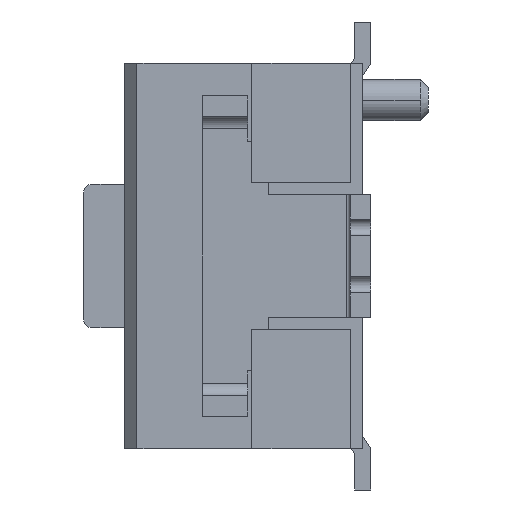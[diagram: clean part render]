
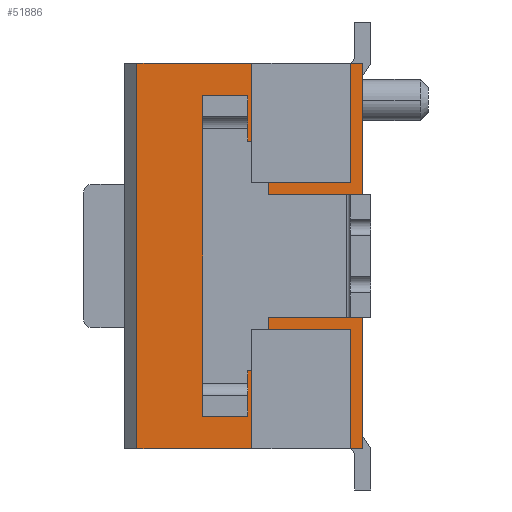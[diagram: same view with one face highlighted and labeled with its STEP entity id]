
A CAD part, left-side view. The second image highlights one B-rep face of the part: STEP entity #51886.
In plain terms, the highlighted planar face has unit normal (-1, 0, 0).
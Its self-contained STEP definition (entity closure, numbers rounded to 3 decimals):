
#1182 = VERTEX_POINT ( 'NONE', #14016 ) ;
#1583 = LINE ( 'NONE', #11303, #44104 ) ;
#1908 = LINE ( 'NONE', #45642, #27359 ) ;
#2123 = ORIENTED_EDGE ( 'NONE', *, *, #34382, .F. ) ;
#2315 = EDGE_CURVE ( 'NONE', #48214, #37252, #18285, .T. ) ;
#3736 = VECTOR ( 'NONE', #9235, 1000. ) ;
#4484 = CARTESIAN_POINT ( 'NONE',  ( -6.6, 1.45, -2.35 ) ) ;
#4739 = EDGE_CURVE ( 'NONE', #54007, #36940, #26949, .T. ) ;
#4839 = ORIENTED_EDGE ( 'NONE', *, *, #24245, .T. ) ;
#5840 = ORIENTED_EDGE ( 'NONE', *, *, #4739, .F. ) ;
#8030 = VECTOR ( 'NONE', #15911, 1000. ) ;
#8573 = VERTEX_POINT ( 'NONE', #10782 ) ;
#8767 = CARTESIAN_POINT ( 'NONE',  ( -6.6, 1.45, 1.5 ) ) ;
#9235 = DIRECTION ( 'NONE',  ( 0., 0., 1. ) ) ;
#10782 = CARTESIAN_POINT ( 'NONE',  ( -6.6, 1.45, -1.5 ) ) ;
#10938 = CARTESIAN_POINT ( 'NONE',  ( -6.6, -0.475, -0.425 ) ) ;
#11303 = CARTESIAN_POINT ( 'NONE',  ( -6.6, 1.45, -2.35 ) ) ;
#11798 = ORIENTED_EDGE ( 'NONE', *, *, #47449, .T. ) ;
#11945 = EDGE_LOOP ( 'NONE', ( #50906, #19132, #21205, #11798, #4839, #5840, #32742, #18241, #20315, #19137, #2123, #45525, #16345, #25424 ) ) ;
#12420 = EDGE_CURVE ( 'NONE', #38684, #17271, #55764, .T. ) ;
#12543 = CARTESIAN_POINT ( 'NONE',  ( -6.6, 0.1, -2.35 ) ) ;
#12961 = LINE ( 'NONE', #34950, #35215 ) ;
#12983 = VERTEX_POINT ( 'NONE', #34167 ) ;
#13032 = CARTESIAN_POINT ( 'NONE',  ( -6.6, 0.25, 2.35 ) ) ;
#14016 = CARTESIAN_POINT ( 'NONE',  ( -6.6, 0.25, 1.4 ) ) ;
#14108 = CARTESIAN_POINT ( 'NONE',  ( -6.6, 2.85, 2.35 ) ) ;
#15351 = DIRECTION ( 'NONE',  ( 0., 1., 0. ) ) ;
#15359 = VECTOR ( 'NONE', #31385, 1000. ) ;
#15911 = DIRECTION ( 'NONE',  ( 0., 1., 0. ) ) ;
#16175 = DIRECTION ( 'NONE',  ( 0., 0., 1. ) ) ;
#16345 = ORIENTED_EDGE ( 'NONE', *, *, #12420, .T. ) ;
#17024 = LINE ( 'NONE', #47037, #22875 ) ;
#17271 = VERTEX_POINT ( 'NONE', #8767 ) ;
#17300 = CARTESIAN_POINT ( 'NONE',  ( -6.6, 0.1, -2.35 ) ) ;
#17660 = CARTESIAN_POINT ( 'NONE',  ( -6.6, 0.25, -1.4 ) ) ;
#18241 = ORIENTED_EDGE ( 'NONE', *, *, #38259, .F. ) ;
#18285 = LINE ( 'NONE', #27147, #32587 ) ;
#18637 = CARTESIAN_POINT ( 'NONE',  ( -6.6, 0.25, -2.35 ) ) ;
#18644 = CARTESIAN_POINT ( 'NONE',  ( -6.6, 0.5, -2.35 ) ) ;
#19008 = DIRECTION ( 'NONE',  ( 0., 0., 1. ) ) ;
#19132 = ORIENTED_EDGE ( 'NONE', *, *, #2315, .T. ) ;
#19137 = ORIENTED_EDGE ( 'NONE', *, *, #43449, .T. ) ;
#20095 = CARTESIAN_POINT ( 'NONE',  ( -6.6, 1.35, 1.4 ) ) ;
#20315 = ORIENTED_EDGE ( 'NONE', *, *, #29870, .T. ) ;
#21072 = VERTEX_POINT ( 'NONE', #4484 ) ;
#21205 = ORIENTED_EDGE ( 'NONE', *, *, #43212, .F. ) ;
#21728 = LINE ( 'NONE', #39165, #53013 ) ;
#22875 = VECTOR ( 'NONE', #56439, 1000. ) ;
#24245 = EDGE_CURVE ( 'NONE', #8573, #36940, #12961, .T. ) ;
#24366 = DIRECTION ( 'NONE',  ( 0., 0., 1. ) ) ;
#24648 = PLANE ( 'NONE',  #44473 ) ;
#25424 = ORIENTED_EDGE ( 'NONE', *, *, #46806, .T. ) ;
#25452 = DIRECTION ( 'NONE',  ( 0., 1., 0. ) ) ;
#26789 = CARTESIAN_POINT ( 'NONE',  ( -6.6, 1.35, -1.4 ) ) ;
#26949 = LINE ( 'NONE', #32298, #41953 ) ;
#27147 = CARTESIAN_POINT ( 'NONE',  ( -6.6, 2.85, -2.35 ) ) ;
#27359 = VECTOR ( 'NONE', #15351, 1000. ) ;
#27621 = EDGE_CURVE ( 'NONE', #27743, #54007, #34386, .T. ) ;
#27743 = VERTEX_POINT ( 'NONE', #18637 ) ;
#27929 = CARTESIAN_POINT ( 'NONE',  ( -6.6, 0.25, -2.35 ) ) ;
#28375 = DIRECTION ( 'NONE',  ( -1., 0., 0. ) ) ;
#29287 = VERTEX_POINT ( 'NONE', #46256 ) ;
#29870 = EDGE_CURVE ( 'NONE', #53995, #12983, #56167, .T. ) ;
#30375 = DIRECTION ( 'NONE',  ( 0., -0.707, 0.707 ) ) ;
#31385 = DIRECTION ( 'NONE',  ( 0., 0., 1. ) ) ;
#32298 = CARTESIAN_POINT ( 'NONE',  ( -6.6, 0., -1.4 ) ) ;
#32587 = VECTOR ( 'NONE', #49997, 1000. ) ;
#32742 = ORIENTED_EDGE ( 'NONE', *, *, #27621, .F. ) ;
#33208 = DIRECTION ( 'NONE',  ( 0., 0.707, 0.707 ) ) ;
#33267 = VECTOR ( 'NONE', #50491, 1000. ) ;
#34167 = CARTESIAN_POINT ( 'NONE',  ( -6.6, 0.1, 2.35 ) ) ;
#34382 = EDGE_CURVE ( 'NONE', #1182, #38361, #45097, .T. ) ;
#34386 = LINE ( 'NONE', #42937, #3736 ) ;
#34950 = CARTESIAN_POINT ( 'NONE',  ( -6.6, 1.875, -1.925 ) ) ;
#35215 = VECTOR ( 'NONE', #30375, 1000. ) ;
#36548 = LINE ( 'NONE', #49425, #8030 ) ;
#36940 = VERTEX_POINT ( 'NONE', #26789 ) ;
#37193 = EDGE_CURVE ( 'NONE', #1182, #38684, #17024, .T. ) ;
#37232 = CARTESIAN_POINT ( 'NONE',  ( -6.6, 0.1, -2.35 ) ) ;
#37252 = VERTEX_POINT ( 'NONE', #48995 ) ;
#38035 = VECTOR ( 'NONE', #40633, 1000. ) ;
#38259 = EDGE_CURVE ( 'NONE', #53995, #27743, #36548, .T. ) ;
#38361 = VERTEX_POINT ( 'NONE', #13032 ) ;
#38684 = VERTEX_POINT ( 'NONE', #20095 ) ;
#39165 = CARTESIAN_POINT ( 'NONE',  ( -6.6, 0., 2.35 ) ) ;
#40633 = DIRECTION ( 'NONE',  ( 0., 1., 0. ) ) ;
#41523 = FACE_OUTER_BOUND ( 'NONE', #11945, .T. ) ;
#41953 = VECTOR ( 'NONE', #46026, 1000. ) ;
#42744 = LINE ( 'NONE', #55906, #33267 ) ;
#42937 = CARTESIAN_POINT ( 'NONE',  ( -6.6, 0.25, -2.35 ) ) ;
#43212 = EDGE_CURVE ( 'NONE', #21072, #37252, #44361, .T. ) ;
#43449 = EDGE_CURVE ( 'NONE', #12983, #38361, #21728, .T. ) ;
#44104 = VECTOR ( 'NONE', #19008, 1000. ) ;
#44361 = LINE ( 'NONE', #18644, #38035 ) ;
#44473 = AXIS2_PLACEMENT_3D ( 'NONE', #37232, #28375, #24366 ) ;
#45097 = LINE ( 'NONE', #27929, #15359 ) ;
#45525 = ORIENTED_EDGE ( 'NONE', *, *, #37193, .T. ) ;
#45642 = CARTESIAN_POINT ( 'NONE',  ( -6.6, 0.5, 2.35 ) ) ;
#46026 = DIRECTION ( 'NONE',  ( 0., 1., 0. ) ) ;
#46256 = CARTESIAN_POINT ( 'NONE',  ( -6.6, 1.45, 2.35 ) ) ;
#46806 = EDGE_CURVE ( 'NONE', #17271, #29287, #1583, .T. ) ;
#46820 = VECTOR ( 'NONE', #33208, 1000. ) ;
#47037 = CARTESIAN_POINT ( 'NONE',  ( -6.6, 0., 1.4 ) ) ;
#47449 = EDGE_CURVE ( 'NONE', #21072, #8573, #42744, .T. ) ;
#48214 = VERTEX_POINT ( 'NONE', #14108 ) ;
#48995 = CARTESIAN_POINT ( 'NONE',  ( -6.6, 2.85, -2.35 ) ) ;
#49425 = CARTESIAN_POINT ( 'NONE',  ( -6.6, 0., -2.35 ) ) ;
#49997 = DIRECTION ( 'NONE',  ( 0., 0., -1. ) ) ;
#50491 = DIRECTION ( 'NONE',  ( 0., 0., 1. ) ) ;
#50906 = ORIENTED_EDGE ( 'NONE', *, *, #54304, .T. ) ;
#51886 = ADVANCED_FACE ( 'NONE', ( #41523 ), #24648, .T. ) ;
#53013 = VECTOR ( 'NONE', #25452, 1000. ) ;
#53995 = VERTEX_POINT ( 'NONE', #12543 ) ;
#54007 = VERTEX_POINT ( 'NONE', #17660 ) ;
#54304 = EDGE_CURVE ( 'NONE', #29287, #48214, #1908, .T. ) ;
#55764 = LINE ( 'NONE', #10938, #46820 ) ;
#55906 = CARTESIAN_POINT ( 'NONE',  ( -6.6, 1.45, -2.35 ) ) ;
#55989 = VECTOR ( 'NONE', #16175, 1000. ) ;
#56167 = LINE ( 'NONE', #17300, #55989 ) ;
#56439 = DIRECTION ( 'NONE',  ( 0., 1., 0. ) ) ;
